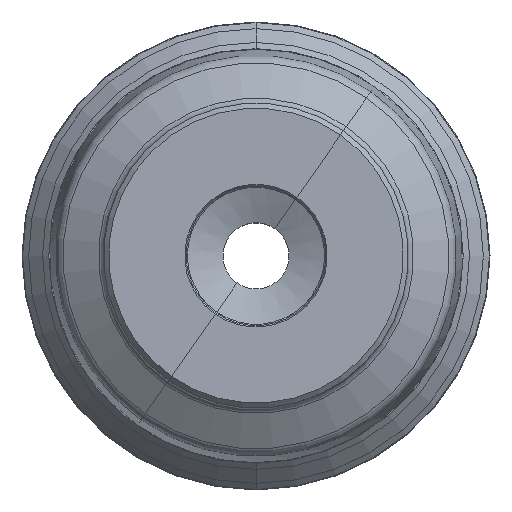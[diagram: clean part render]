
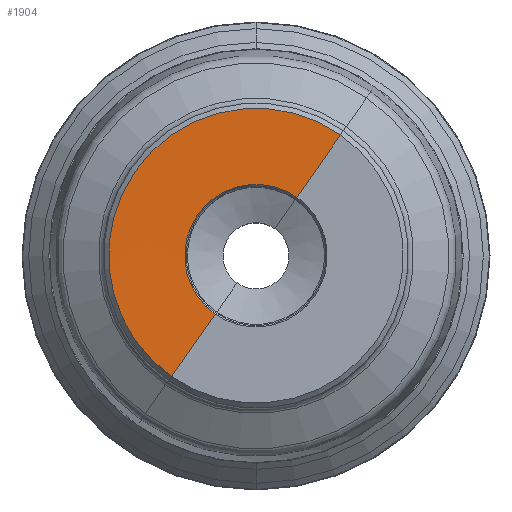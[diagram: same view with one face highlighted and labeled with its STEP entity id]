
A CAD part, top view. The second image highlights one B-rep face of the part: STEP entity #1904.
In plain terms, the highlighted conical face has half-angle 89.9 degrees and reference radius 21.512 mm.
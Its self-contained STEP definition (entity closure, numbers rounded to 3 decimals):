
#49=DIRECTION('',(-0.574,-0.819,-0.002));
#50=VECTOR('',#49,14.976);
#51=CARTESIAN_POINT('',(16.634,23.755,0.));
#52=LINE('',#51,#50);
#56=DIRECTION('',(0.574,0.819,-0.002));
#57=VECTOR('',#56,14.976);
#58=CARTESIAN_POINT('',(-16.634,-23.755,0.));
#59=LINE('',#58,#57);
#63=CARTESIAN_POINT('',(0.,0.,0.));
#64=DIRECTION('',(0.,0.,1.));
#65=DIRECTION('',(0.574,0.819,0.));
#66=AXIS2_PLACEMENT_3D('',#63,#64,#65);
#85=CARTESIAN_POINT('',(0.,0.,-0.026));
#86=DIRECTION('',(0.,0.,1.));
#87=DIRECTION('',(0.574,0.819,0.));
#88=AXIS2_PLACEMENT_3D('',#85,#86,#87);
#1709=CARTESIAN_POINT('',(16.634,23.755,0.));
#1710=CARTESIAN_POINT('',(8.044,11.487,
-0.026));
#1711=VERTEX_POINT('',#1709);
#1712=VERTEX_POINT('',#1710);
#1753=CARTESIAN_POINT('',(-16.634,-23.755,0.));
#1754=CARTESIAN_POINT('',(-8.044,-11.487,
-0.026));
#1755=VERTEX_POINT('',#1753);
#1756=VERTEX_POINT('',#1754);
#1891=CARTESIAN_POINT('',(0.,0.,-0.013));
#1892=DIRECTION('',(0.,0.,1.));
#1893=DIRECTION('',(0.574,0.819,0.));
#1894=AXIS2_PLACEMENT_3D('',#1891,#1892,#1893);
#1895=CONICAL_SURFACE('',#1894,21.512,89.9);
#1896=ORIENTED_EDGE('',*,*,#1880,.T.);
#1898=ORIENTED_EDGE('',*,*,#1897,.T.);
#1899=ORIENTED_EDGE('',*,*,#1884,.F.);
#1901=ORIENTED_EDGE('',*,*,#1900,.F.);
#1902=EDGE_LOOP('',(#1896,#1898,#1899,#1901));
#1903=FACE_OUTER_BOUND('',#1902,.F.);
#67=CIRCLE('',#66,29.);
#89=CIRCLE('',#88,14.024);
#1880=EDGE_CURVE('',#1711,#1712,#52,.T.);
#1884=EDGE_CURVE('',#1755,#1756,#59,.T.);
#1897=EDGE_CURVE('',#1712,#1756,#89,.T.);
#1900=EDGE_CURVE('',#1711,#1755,#67,.T.);
#1904=ADVANCED_FACE('',(#1903),#1895,.F.);
